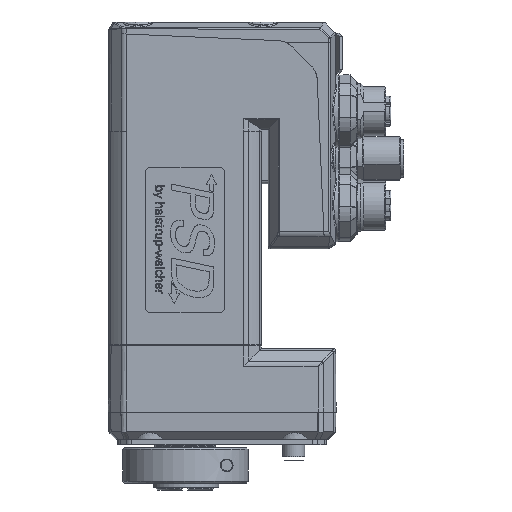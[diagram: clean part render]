
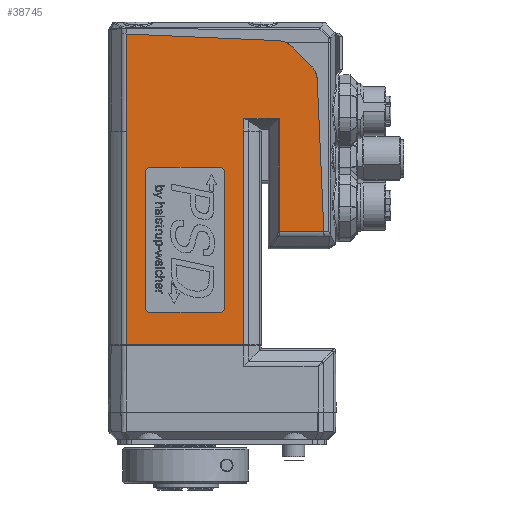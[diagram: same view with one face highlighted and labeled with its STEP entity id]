
A CAD part, left-side view. The second image highlights one B-rep face of the part: STEP entity #38745.
In plain terms, the highlighted planar face has unit normal (-1, 0, 0).
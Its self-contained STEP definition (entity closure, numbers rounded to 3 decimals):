
#2401=FACE_BOUND('',#6593,.T.);
#2699=PLANE('',#41516);
#4399=FACE_OUTER_BOUND('',#6592,.T.);
#6592=EDGE_LOOP('',(#27515,#27516,#27517,#27518,#27519,#27520,#27521,#27522,
#27523,#27524,#27525,#27526,#27527,#27528,#27529));
#6593=EDGE_LOOP('',(#27530,#27531,#27532,#27533,#27534,#27535,#27536,#27537));
#8827=LINE('',#57652,#11582);
#8830=LINE('',#57667,#11585);
#8841=LINE('',#57709,#11596);
#8862=LINE('',#57788,#11617);
#8867=LINE('',#57812,#11622);
#8888=LINE('',#57894,#11643);
#8890=LINE('',#57909,#11645);
#8915=LINE('',#57992,#11670);
#8916=LINE('',#57996,#11671);
#8917=LINE('',#57998,#11672);
#8918=LINE('',#58002,#11673);
#8919=LINE('',#58005,#11674);
#8920=LINE('',#58006,#11675);
#8921=LINE('',#58011,#11676);
#8922=LINE('',#58015,#11677);
#8923=LINE('',#58019,#11678);
#8924=LINE('',#58022,#11679);
#11582=VECTOR('',#46084,10.);
#11585=VECTOR('',#46093,10.);
#11596=VECTOR('',#46132,10.);
#11617=VECTOR('',#46189,10.);
#11622=VECTOR('',#46208,10.);
#11643=VECTOR('',#46279,1000.);
#11645=VECTOR('',#46295,1000.);
#11670=VECTOR('',#46374,1000.);
#11671=VECTOR('',#46379,1000.);
#11672=VECTOR('',#46380,10.);
#11673=VECTOR('',#46383,10.);
#11674=VECTOR('',#46386,10.);
#11675=VECTOR('',#46387,1000.);
#11676=VECTOR('',#46390,10.);
#11677=VECTOR('',#46393,10.);
#11678=VECTOR('',#46396,10.);
#11679=VECTOR('',#46399,10.);
#14383=CIRCLE('',#41517,6.);
#14384=CIRCLE('',#41518,6.);
#14385=CIRCLE('',#41519,1.5);
#14386=CIRCLE('',#41520,1.5);
#14387=CIRCLE('',#41521,1.5);
#14388=CIRCLE('',#41522,1.5);
#16015=VERTEX_POINT('',#57643);
#16018=VERTEX_POINT('',#57651);
#16021=VERTEX_POINT('',#57666);
#16032=VERTEX_POINT('',#57706);
#16058=VERTEX_POINT('',#57782);
#16060=VERTEX_POINT('',#57786);
#16064=VERTEX_POINT('',#57810);
#16086=VERTEX_POINT('',#57893);
#16092=VERTEX_POINT('',#57907);
#16123=VERTEX_POINT('',#57991);
#16124=VERTEX_POINT('',#57995);
#16125=VERTEX_POINT('',#57997);
#16126=VERTEX_POINT('',#57999);
#16127=VERTEX_POINT('',#58001);
#16128=VERTEX_POINT('',#58003);
#16129=VERTEX_POINT('',#58007);
#16130=VERTEX_POINT('',#58008);
#16131=VERTEX_POINT('',#58010);
#16132=VERTEX_POINT('',#58012);
#16133=VERTEX_POINT('',#58014);
#16134=VERTEX_POINT('',#58016);
#16135=VERTEX_POINT('',#58018);
#16136=VERTEX_POINT('',#58020);
#20227=EDGE_CURVE('',#16015,#16018,#8827,.T.);
#20232=EDGE_CURVE('',#16018,#16021,#8830,.T.);
#20251=EDGE_CURVE('',#16021,#16032,#8841,.T.);
#20285=EDGE_CURVE('',#16060,#16058,#8862,.T.);
#20294=EDGE_CURVE('',#16064,#16015,#8867,.T.);
#20328=EDGE_CURVE('',#16032,#16086,#8888,.T.);
#20336=EDGE_CURVE('',#16092,#16060,#8890,.T.);
#20378=EDGE_CURVE('',#16092,#16123,#8915,.T.);
#20380=EDGE_CURVE('',#16086,#16124,#8916,.T.);
#20381=EDGE_CURVE('',#16125,#16064,#8917,.T.);
#20382=EDGE_CURVE('',#16126,#16125,#14383,.T.);
#20383=EDGE_CURVE('',#16127,#16126,#8918,.T.);
#20384=EDGE_CURVE('',#16128,#16127,#14384,.T.);
#20385=EDGE_CURVE('',#16058,#16128,#8919,.T.);
#20386=EDGE_CURVE('',#16123,#16124,#8920,.T.);
#20387=EDGE_CURVE('',#16129,#16130,#14385,.T.);
#20388=EDGE_CURVE('',#16130,#16131,#8921,.T.);
#20389=EDGE_CURVE('',#16131,#16132,#14386,.T.);
#20390=EDGE_CURVE('',#16132,#16133,#8922,.T.);
#20391=EDGE_CURVE('',#16133,#16134,#14387,.T.);
#20392=EDGE_CURVE('',#16134,#16135,#8923,.T.);
#20393=EDGE_CURVE('',#16135,#16136,#14388,.T.);
#20394=EDGE_CURVE('',#16136,#16129,#8924,.T.);
#27515=ORIENTED_EDGE('',*,*,#20380,.F.);
#27516=ORIENTED_EDGE('',*,*,#20328,.F.);
#27517=ORIENTED_EDGE('',*,*,#20251,.F.);
#27518=ORIENTED_EDGE('',*,*,#20232,.F.);
#27519=ORIENTED_EDGE('',*,*,#20227,.F.);
#27520=ORIENTED_EDGE('',*,*,#20294,.F.);
#27521=ORIENTED_EDGE('',*,*,#20381,.F.);
#27522=ORIENTED_EDGE('',*,*,#20382,.F.);
#27523=ORIENTED_EDGE('',*,*,#20383,.F.);
#27524=ORIENTED_EDGE('',*,*,#20384,.F.);
#27525=ORIENTED_EDGE('',*,*,#20385,.F.);
#27526=ORIENTED_EDGE('',*,*,#20285,.F.);
#27527=ORIENTED_EDGE('',*,*,#20336,.F.);
#27528=ORIENTED_EDGE('',*,*,#20378,.T.);
#27529=ORIENTED_EDGE('',*,*,#20386,.T.);
#27530=ORIENTED_EDGE('',*,*,#20387,.T.);
#27531=ORIENTED_EDGE('',*,*,#20388,.T.);
#27532=ORIENTED_EDGE('',*,*,#20389,.T.);
#27533=ORIENTED_EDGE('',*,*,#20390,.T.);
#27534=ORIENTED_EDGE('',*,*,#20391,.T.);
#27535=ORIENTED_EDGE('',*,*,#20392,.T.);
#27536=ORIENTED_EDGE('',*,*,#20393,.T.);
#27537=ORIENTED_EDGE('',*,*,#20394,.T.);
#38745=ADVANCED_FACE('',(#4399,#2401),#2699,.F.);
#41516=AXIS2_PLACEMENT_3D('',#57994,#46377,#46378);
#41517=AXIS2_PLACEMENT_3D('',#58000,#46381,#46382);
#41518=AXIS2_PLACEMENT_3D('',#58004,#46384,#46385);
#41519=AXIS2_PLACEMENT_3D('',#58009,#46388,#46389);
#41520=AXIS2_PLACEMENT_3D('',#58013,#46391,#46392);
#41521=AXIS2_PLACEMENT_3D('',#58017,#46394,#46395);
#41522=AXIS2_PLACEMENT_3D('',#58021,#46397,#46398);
#46084=DIRECTION('',(0.,0.,1.));
#46093=DIRECTION('',(0.,1.,0.));
#46132=DIRECTION('',(0.,0.,-1.));
#46189=DIRECTION('',(0.,0.,1.));
#46208=DIRECTION('',(0.,1.,0.));
#46279=DIRECTION('',(0.,-1.,0.));
#46295=DIRECTION('',(0.,-1.,0.));
#46374=DIRECTION('',(0.,0.,-1.));
#46377=DIRECTION('center_axis',(1.,0.,0.));
#46378=DIRECTION('ref_axis',(0.,1.,0.));
#46379=DIRECTION('',(0.,0.,-1.));
#46380=DIRECTION('',(0.,-0.044,-0.999));
#46381=DIRECTION('center_axis',(1.,0.,0.));
#46382=DIRECTION('ref_axis',(0.,-0.707,0.707));
#46383=DIRECTION('',(0.,-0.707,-0.707));
#46384=DIRECTION('center_axis',(1.,0.,0.));
#46385=DIRECTION('ref_axis',(0.,-0.044,0.999));
#46386=DIRECTION('',(0.,-0.999,-0.044));
#46387=DIRECTION('',(0.,-1.,0.));
#46388=DIRECTION('center_axis',(1.,0.,0.));
#46389=DIRECTION('ref_axis',(0.,-1.,0.));
#46390=DIRECTION('',(0.,0.,-1.));
#46391=DIRECTION('center_axis',(1.,0.,0.));
#46392=DIRECTION('ref_axis',(0.,0.,
-1.));
#46393=DIRECTION('',(0.,1.,0.));
#46394=DIRECTION('center_axis',(1.,0.,0.));
#46395=DIRECTION('ref_axis',(0.,1.,0.));
#46396=DIRECTION('',(0.,0.,1.));
#46397=DIRECTION('center_axis',(1.,0.,0.));
#46398=DIRECTION('ref_axis',(0.,0.,
1.));
#46399=DIRECTION('',(0.,-1.,0.));
#57643=CARTESIAN_POINT('',(-21.,-26.061,31.328));
#57651=CARTESIAN_POINT('',(-21.,-26.061,62.561));
#57652=CARTESIAN_POINT('',(-21.,-26.061,52.106));
#57666=CARTESIAN_POINT('',(-21.,-16.172,62.561));
#57667=CARTESIAN_POINT('',(-21.,-15.106,62.561));
#57706=CARTESIAN_POINT('',(-21.,-16.172,59.));
#57709=CARTESIAN_POINT('',(-21.,-16.172,56.606));
#57782=CARTESIAN_POINT('',(-21.,16.172,85.789));
#57786=CARTESIAN_POINT('',(-21.,16.172,59.));
#57788=CARTESIAN_POINT('',(-21.,16.172,60.231));
#57810=CARTESIAN_POINT('',(-21.,-38.289,31.328));
#57812=CARTESIAN_POINT('',(-21.,-19.481,31.328));
#57893=CARTESIAN_POINT('',(-21.,-16.248,59.));
#57894=CARTESIAN_POINT('',(-21.,16.248,59.));
#57907=CARTESIAN_POINT('',(-21.,16.248,59.));
#57909=CARTESIAN_POINT('',(-21.,16.248,59.));
#57991=CARTESIAN_POINT('',(-21.,16.248,0.));
#57992=CARTESIAN_POINT('',(-21.,16.248,49.3));
#57994=CARTESIAN_POINT('Origin',(-21.,16.248,49.3));
#57995=CARTESIAN_POINT('',(-21.,-16.248,0.));
#57996=CARTESIAN_POINT('',(-21.,-16.248,49.3));
#57997=CARTESIAN_POINT('',(-21.,-36.466,73.076));
#57998=CARTESIAN_POINT('',(-21.,-36.466,73.076));
#57999=CARTESIAN_POINT('',(-21.,-34.715,77.057));
#58000=CARTESIAN_POINT('Origin',(-21.,-30.472,72.815));
#58001=CARTESIAN_POINT('',(-21.,-29.557,82.215));
#58002=CARTESIAN_POINT('',(-21.,-29.557,82.215));
#58003=CARTESIAN_POINT('',(-21.,-25.576,83.966));
#58004=CARTESIAN_POINT('Origin',(-21.,-25.315,77.972));
#58005=CARTESIAN_POINT('',(-21.,21.,86.));
#58006=CARTESIAN_POINT('',(-21.,16.248,0.));
#58007=CARTESIAN_POINT('',(-21.,-9.5,49.));
#58008=CARTESIAN_POINT('',(-21.,-11.,47.5));
#58009=CARTESIAN_POINT('Origin',(-21.,-9.5,47.5));
#58010=CARTESIAN_POINT('',(-21.,-11.,10.5));
#58011=CARTESIAN_POINT('',(-21.,-11.,29.9));
#58012=CARTESIAN_POINT('',(-21.,-9.5,9.));
#58013=CARTESIAN_POINT('Origin',(-21.,-9.5,10.5));
#58014=CARTESIAN_POINT('',(-21.,9.5,9.));
#58015=CARTESIAN_POINT('',(-21.,12.874,9.));
#58016=CARTESIAN_POINT('',(-21.,11.,10.5));
#58017=CARTESIAN_POINT('Origin',(-21.,9.5,10.5));
#58018=CARTESIAN_POINT('',(-21.,11.,47.5));
#58019=CARTESIAN_POINT('',(-21.,11.,48.4));
#58020=CARTESIAN_POINT('',(-21.,9.5,49.));
#58021=CARTESIAN_POINT('Origin',(-21.,9.5,47.5));
#58022=CARTESIAN_POINT('',(-21.,3.374,49.));
